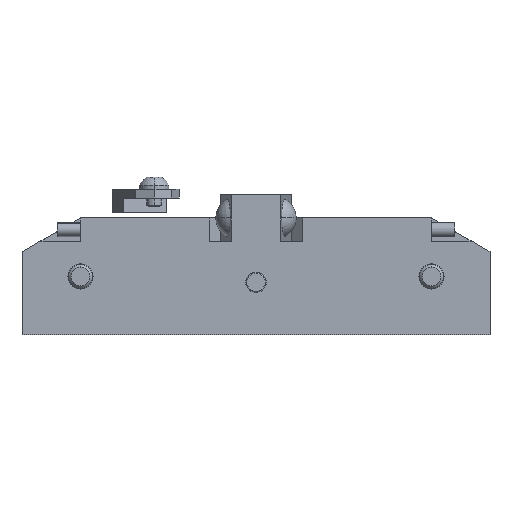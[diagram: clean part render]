
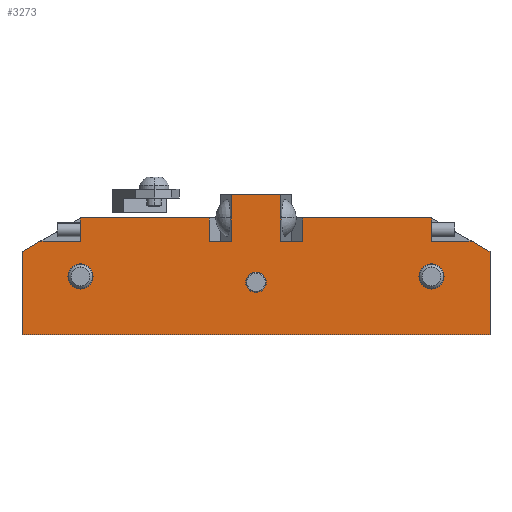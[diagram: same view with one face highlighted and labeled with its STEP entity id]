
A CAD part, left-side view. The second image highlights one B-rep face of the part: STEP entity #3273.
In plain terms, the highlighted planar face has unit normal (-1, 0, 0).
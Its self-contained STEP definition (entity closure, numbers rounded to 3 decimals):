
#347=CARTESIAN_POINT('',(0.,-30.,10.));
#348=DIRECTION('',(1.,0.,0.));
#349=DIRECTION('',(0.,0.,-1.));
#350=AXIS2_PLACEMENT_3D('',#347,#348,#349);
#352=CARTESIAN_POINT('',(0.,-30.,10.));
#353=DIRECTION('',(1.,0.,0.));
#354=DIRECTION('',(0.,0.,1.));
#355=AXIS2_PLACEMENT_3D('',#352,#353,#354);
#357=CARTESIAN_POINT('',(0.,30.,10.));
#358=DIRECTION('',(1.,0.,0.));
#359=DIRECTION('',(0.,0.,-1.));
#360=AXIS2_PLACEMENT_3D('',#357,#358,#359);
#362=CARTESIAN_POINT('',(0.,30.,10.));
#363=DIRECTION('',(1.,0.,0.));
#364=DIRECTION('',(0.,0.,1.));
#365=AXIS2_PLACEMENT_3D('',#362,#363,#364);
#367=CARTESIAN_POINT('',(0.,0.,9.));
#368=DIRECTION('',(1.,0.,0.));
#369=DIRECTION('',(0.,0.,-1.));
#370=AXIS2_PLACEMENT_3D('',#367,#368,#369);
#372=CARTESIAN_POINT('',(0.,0.,9.));
#373=DIRECTION('',(1.,0.,0.));
#374=DIRECTION('',(0.,0.,1.));
#375=AXIS2_PLACEMENT_3D('',#372,#373,#374);
#377=DIRECTION('',(0.,-1.,0.));
#378=VECTOR('',#377,3.763);
#379=CARTESIAN_POINT('',(0.,-4.237,16.));
#380=LINE('',#379,#378);
#381=DIRECTION('',(0.,0.,-1.));
#382=VECTOR('',#381,4.);
#383=CARTESIAN_POINT('',(0.,-8.,20.));
#384=LINE('',#383,#382);
#385=DIRECTION('',(0.,1.,0.));
#386=VECTOR('',#385,22.);
#387=CARTESIAN_POINT('',(0.,-30.,20.));
#388=LINE('',#387,#386);
#389=DIRECTION('',(0.,0.,1.));
#390=VECTOR('',#389,4.);
#391=CARTESIAN_POINT('',(0.,-30.,16.));
#392=LINE('',#391,#390);
#393=DIRECTION('',(0.,-1.,0.));
#394=VECTOR('',#393,6.928);
#395=CARTESIAN_POINT('',(0.,-30.,16.));
#396=LINE('',#395,#394);
#397=DIRECTION('',(0.,0.866,0.5));
#398=VECTOR('',#397,3.547);
#399=CARTESIAN_POINT('',(0.,-40.,14.226));
#400=LINE('',#399,#398);
#401=DIRECTION('',(0.,0.,1.));
#402=VECTOR('',#401,14.226);
#403=CARTESIAN_POINT('',(0.,40.,0.));
#404=LINE('',#403,#402);
#405=DIRECTION('',(0.,0.866,-0.5));
#406=VECTOR('',#405,3.547);
#407=CARTESIAN_POINT('',(0.,36.928,16.));
#408=LINE('',#407,#406);
#409=DIRECTION('',(0.,-1.,0.));
#410=VECTOR('',#409,6.928);
#411=CARTESIAN_POINT('',(0.,36.928,16.));
#412=LINE('',#411,#410);
#413=DIRECTION('',(0.,0.,-1.));
#414=VECTOR('',#413,4.);
#415=CARTESIAN_POINT('',(0.,30.,20.));
#416=LINE('',#415,#414);
#417=DIRECTION('',(0.,1.,0.));
#418=VECTOR('',#417,22.);
#419=CARTESIAN_POINT('',(0.,8.,20.));
#420=LINE('',#419,#418);
#421=DIRECTION('',(0.,0.,1.));
#422=VECTOR('',#421,4.);
#423=CARTESIAN_POINT('',(0.,8.,16.));
#424=LINE('',#423,#422);
#425=DIRECTION('',(0.,-1.,0.));
#426=VECTOR('',#425,3.763);
#427=CARTESIAN_POINT('',(0.,8.,16.));
#428=LINE('',#427,#426);
#429=DIRECTION('',(0.,0.,1.));
#430=VECTOR('',#429,8.);
#431=CARTESIAN_POINT('',(0.,4.237,16.));
#432=LINE('',#431,#430);
#433=DIRECTION('',(0.,-1.,0.));
#434=VECTOR('',#433,8.473);
#435=CARTESIAN_POINT('',(0.,4.237,24.));
#436=LINE('',#435,#434);
#437=DIRECTION('',(0.,0.,-1.));
#438=VECTOR('',#437,8.);
#439=CARTESIAN_POINT('',(0.,-4.237,24.));
#440=LINE('',#439,#438);
#1972=DIRECTION('',(0.,0.,1.));
#1973=VECTOR('',#1972,14.226);
#1974=CARTESIAN_POINT('',(0.,-40.,0.));
#1975=LINE('',#1974,#1973);
#1988=DIRECTION('',(0.,-1.,0.));
#1989=VECTOR('',#1988,80.);
#1990=CARTESIAN_POINT('',(0.,40.,0.));
#1991=LINE('',#1990,#1989);
#2234=CARTESIAN_POINT('',(0.,-40.,0.));
#2236=VERTEX_POINT('',#2234);
#2240=CARTESIAN_POINT('',(0.,40.,0.));
#2241=VERTEX_POINT('',#2240);
#2246=CARTESIAN_POINT('',(0.,-30.,7.85));
#2247=CARTESIAN_POINT('',(0.,-30.,12.15));
#2248=VERTEX_POINT('',#2246);
#2249=VERTEX_POINT('',#2247);
#2254=CARTESIAN_POINT('',(0.,30.,7.85));
#2255=CARTESIAN_POINT('',(0.,30.,12.15));
#2256=VERTEX_POINT('',#2254);
#2257=VERTEX_POINT('',#2255);
#2265=CARTESIAN_POINT('',(0.,0.,10.75));
#2266=VERTEX_POINT('',#2265);
#2271=CARTESIAN_POINT('',(0.,-40.,14.226));
#2272=VERTEX_POINT('',#2271);
#2274=CARTESIAN_POINT('',(0.,40.,14.226));
#2276=VERTEX_POINT('',#2274);
#2279=CARTESIAN_POINT('',(0.,-36.928,16.));
#2281=VERTEX_POINT('',#2279);
#2283=CARTESIAN_POINT('',(0.,36.928,16.));
#2285=VERTEX_POINT('',#2283);
#2287=CARTESIAN_POINT('',(0.,0.,7.25));
#2288=VERTEX_POINT('',#2287);
#2317=CARTESIAN_POINT('',(0.,-4.237,24.));
#2319=VERTEX_POINT('',#2317);
#2322=CARTESIAN_POINT('',(0.,4.237,24.));
#2324=VERTEX_POINT('',#2322);
#2581=CARTESIAN_POINT('',(0.,-4.237,16.));
#2583=VERTEX_POINT('',#2581);
#2586=CARTESIAN_POINT('',(0.,4.237,16.));
#2588=VERTEX_POINT('',#2586);
#2644=CARTESIAN_POINT('',(0.,8.,20.));
#2646=VERTEX_POINT('',#2644);
#2648=CARTESIAN_POINT('',(0.,30.,20.));
#2649=VERTEX_POINT('',#2648);
#2663=CARTESIAN_POINT('',(0.,-8.,20.));
#2665=VERTEX_POINT('',#2663);
#2666=CARTESIAN_POINT('',(0.,-30.,20.));
#2667=VERTEX_POINT('',#2666);
#2672=CARTESIAN_POINT('',(0.,8.,16.));
#2674=VERTEX_POINT('',#2672);
#2676=CARTESIAN_POINT('',(0.,30.,16.));
#2678=VERTEX_POINT('',#2676);
#2690=CARTESIAN_POINT('',(0.,-8.,16.));
#2692=VERTEX_POINT('',#2690);
#2694=CARTESIAN_POINT('',(0.,-30.,16.));
#2696=VERTEX_POINT('',#2694);
#3219=CARTESIAN_POINT('',(0.,40.,0.));
#3220=DIRECTION('',(-1.,0.,0.));
#3221=DIRECTION('',(0.,-1.,0.));
#3222=AXIS2_PLACEMENT_3D('',#3219,#3220,#3221);
#3223=PLANE('',#3222);
#3224=ORIENTED_EDGE('',*,*,#3177,.T.);
#3226=ORIENTED_EDGE('',*,*,#3225,.F.);
#3227=ORIENTED_EDGE('',*,*,#2960,.F.);
#3229=ORIENTED_EDGE('',*,*,#3228,.F.);
#3230=ORIENTED_EDGE('',*,*,#3201,.T.);
#3232=ORIENTED_EDGE('',*,*,#3231,.F.);
#3234=ORIENTED_EDGE('',*,*,#3233,.F.);
#3236=ORIENTED_EDGE('',*,*,#3235,.F.);
#3238=ORIENTED_EDGE('',*,*,#3237,.T.);
#3240=ORIENTED_EDGE('',*,*,#3239,.F.);
#3241=ORIENTED_EDGE('',*,*,#3161,.T.);
#3243=ORIENTED_EDGE('',*,*,#3242,.F.);
#3244=ORIENTED_EDGE('',*,*,#2931,.F.);
#3245=ORIENTED_EDGE('',*,*,#3212,.F.);
#3246=ORIENTED_EDGE('',*,*,#3149,.T.);
#3248=ORIENTED_EDGE('',*,*,#3247,.T.);
#3250=ORIENTED_EDGE('',*,*,#3249,.T.);
#3252=ORIENTED_EDGE('',*,*,#3251,.T.);
#3253=EDGE_LOOP('',(#3224,#3226,#3227,#3229,#3230,#3232,#3234,#3236,#3238,#3240,
#3241,#3243,#3244,#3245,#3246,#3248,#3250,#3252));
#3254=FACE_OUTER_BOUND('',#3253,.F.);
#3256=ORIENTED_EDGE('',*,*,#3255,.F.);
#3258=ORIENTED_EDGE('',*,*,#3257,.F.);
#3259=EDGE_LOOP('',(#3256,#3258));
#3260=FACE_BOUND('',#3259,.F.);
#3262=ORIENTED_EDGE('',*,*,#3261,.F.);
#3264=ORIENTED_EDGE('',*,*,#3263,.F.);
#3265=EDGE_LOOP('',(#3262,#3264));
#3266=FACE_BOUND('',#3265,.F.);
#3268=ORIENTED_EDGE('',*,*,#3267,.F.);
#3270=ORIENTED_EDGE('',*,*,#3269,.F.);
#3271=EDGE_LOOP('',(#3268,#3270));
#3272=FACE_BOUND('',#3271,.F.);
#351=CIRCLE('',#350,2.15);
#356=CIRCLE('',#355,2.15);
#361=CIRCLE('',#360,2.15);
#366=CIRCLE('',#365,2.15);
#371=CIRCLE('',#370,1.75);
#376=CIRCLE('',#375,1.75);
#2931=EDGE_CURVE('',#2646,#2649,#420,.T.);
#2960=EDGE_CURVE('',#2667,#2665,#388,.T.);
#3149=EDGE_CURVE('',#2674,#2588,#428,.T.);
#3161=EDGE_CURVE('',#2285,#2678,#412,.T.);
#3177=EDGE_CURVE('',#2583,#2692,#380,.T.);
#3201=EDGE_CURVE('',#2696,#2281,#396,.T.);
#3212=EDGE_CURVE('',#2674,#2646,#424,.T.);
#3225=EDGE_CURVE('',#2665,#2692,#384,.T.);
#3228=EDGE_CURVE('',#2696,#2667,#392,.T.);
#3231=EDGE_CURVE('',#2272,#2281,#400,.T.);
#3233=EDGE_CURVE('',#2236,#2272,#1975,.T.);
#3235=EDGE_CURVE('',#2241,#2236,#1991,.T.);
#3237=EDGE_CURVE('',#2241,#2276,#404,.T.);
#3239=EDGE_CURVE('',#2285,#2276,#408,.T.);
#3242=EDGE_CURVE('',#2649,#2678,#416,.T.);
#3247=EDGE_CURVE('',#2588,#2324,#432,.T.);
#3249=EDGE_CURVE('',#2324,#2319,#436,.T.);
#3251=EDGE_CURVE('',#2319,#2583,#440,.T.);
#3255=EDGE_CURVE('',#2256,#2257,#361,.T.);
#3257=EDGE_CURVE('',#2257,#2256,#366,.T.);
#3261=EDGE_CURVE('',#2288,#2266,#371,.T.);
#3263=EDGE_CURVE('',#2266,#2288,#376,.T.);
#3267=EDGE_CURVE('',#2248,#2249,#351,.T.);
#3269=EDGE_CURVE('',#2249,#2248,#356,.T.);
#3273=ADVANCED_FACE('',(#3254,#3260,#3266,#3272),#3223,.T.);
